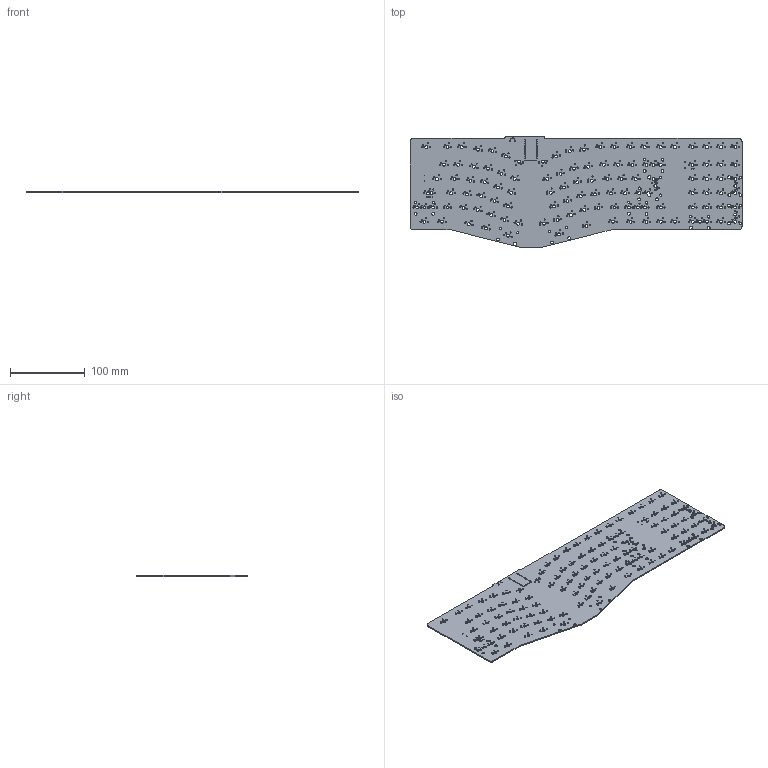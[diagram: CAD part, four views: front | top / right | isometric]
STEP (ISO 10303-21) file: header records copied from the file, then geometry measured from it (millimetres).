
FILE_DESCRIPTION(('KiCad electronic assembly'),'2;1');
FILE_NAME('sketchy.step','2021-04-07T13:41:12',('An Author'),( 'A Company'),'Open CASCADE STEP processor 6.9', 'KiCad to STEP converter','Unknown');
FILE_SCHEMA(('AUTOMOTIVE_DESIGN { 1 0 10303 214 1 1 1 1 }'));
Length unit declared in the file: millimetre
Products named in the file (2): Open CASCADE STEP translator 6.9 1; COMPOUND
Assembly tree (1 placements, depth 2):
  Open CASCADE STEP translator 6.9 1
    COMPOUND
Bounding box: 445 x 148.25 x 1.6 mm (x, y, z)
Volume: 87543.3 mm3; surface area: 118448 mm2
Topology: 1 solids, 1 shells, 732 faces, 2190 edges, 1460 vertices
Faces by surface type: cylinder 720, plane 12
Full cylindrical faces by diameter (mm): 0.99 x2, 1 x4, 1.04 x6, 1.092 x29, 1.2 x1, 1.3 x2, 1.47 x238, 1.75 x221, 3.048 x16, 3.988 x136
Entity records: 61011 total; most frequent: CARTESIAN_POINT 17468, DIRECTION 7974, ORIENTED_EDGE 4380, PCURVE 4380, DEFINITIONAL_REPRESENTATION 4380, LINE 3626, VECTOR 3626, EDGE_CURVE 2190
